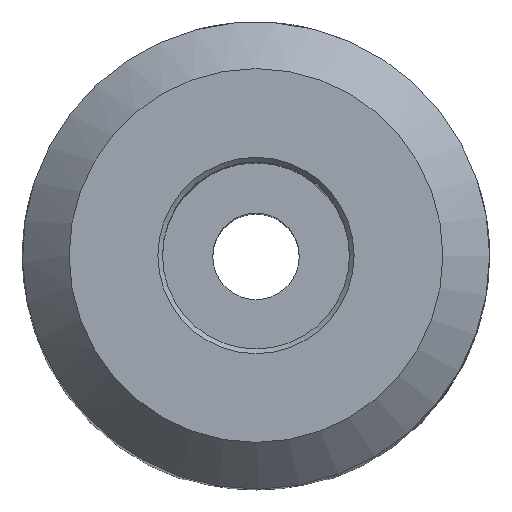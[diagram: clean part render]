
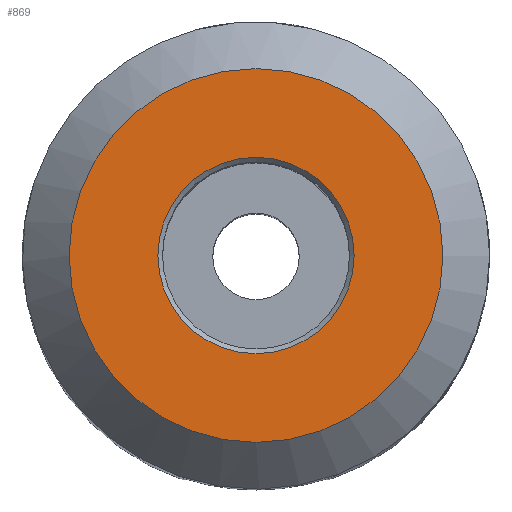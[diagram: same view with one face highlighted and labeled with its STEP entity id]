
A CAD part, top view. The second image highlights one B-rep face of the part: STEP entity #869.
In plain terms, the highlighted planar face has unit normal (0, 0, 1).
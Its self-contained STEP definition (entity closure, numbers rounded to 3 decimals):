
#27 = ORIENTED_EDGE ( 'NONE', *, *, #593, .T. ) ;
#109 = EDGE_CURVE ( 'NONE', #110, #110, #921, .T. ) ;
#110 = VERTEX_POINT ( 'NONE', #270 ) ;
#135 = CARTESIAN_POINT ( 'NONE',  ( 0., 0., 60. ) ) ;
#177 = DIRECTION ( 'NONE',  ( 1., 0., 0. ) ) ;
#193 = CARTESIAN_POINT ( 'NONE',  ( 0., 0., 60. ) ) ;
#219 = CARTESIAN_POINT ( 'NONE',  ( 4.2, 0., 60. ) ) ;
#228 = ORIENTED_EDGE ( 'NONE', *, *, #109, .T. ) ;
#251 = DIRECTION ( 'NONE',  ( 0., 0., -1. ) ) ;
#270 = CARTESIAN_POINT ( 'NONE',  ( 8., 0., 60. ) ) ;
#328 = DIRECTION ( 'NONE',  ( 1., 0., 0. ) ) ;
#389 = DIRECTION ( 'NONE',  ( 1., 0., 0. ) ) ;
#459 = CIRCLE ( 'NONE', #719, 4.2 ) ;
#527 = AXIS2_PLACEMENT_3D ( 'NONE', #135, #1066, #389 ) ;
#593 = EDGE_CURVE ( 'NONE', #884, #884, #459, .T. ) ;
#719 = AXIS2_PLACEMENT_3D ( 'NONE', #933, #251, #328 ) ;
#728 = FACE_BOUND ( 'NONE', #1032, .T. ) ;
#864 = DIRECTION ( 'NONE',  ( 0., 0., 1. ) ) ;
#869 = ADVANCED_FACE ( 'NONE', ( #728, #979 ), #1048, .T. ) ;
#884 = VERTEX_POINT ( 'NONE', #219 ) ;
#921 = CIRCLE ( 'NONE', #1008, 8. ) ;
#933 = CARTESIAN_POINT ( 'NONE',  ( 0., 0., 60. ) ) ;
#973 = EDGE_LOOP ( 'NONE', ( #228 ) ) ;
#979 = FACE_OUTER_BOUND ( 'NONE', #973, .T. ) ;
#1008 = AXIS2_PLACEMENT_3D ( 'NONE', #193, #864, #177 ) ;
#1032 = EDGE_LOOP ( 'NONE', ( #27 ) ) ;
#1048 = PLANE ( 'NONE',  #527 ) ;
#1066 = DIRECTION ( 'NONE',  ( 0., 0., 1. ) ) ;
